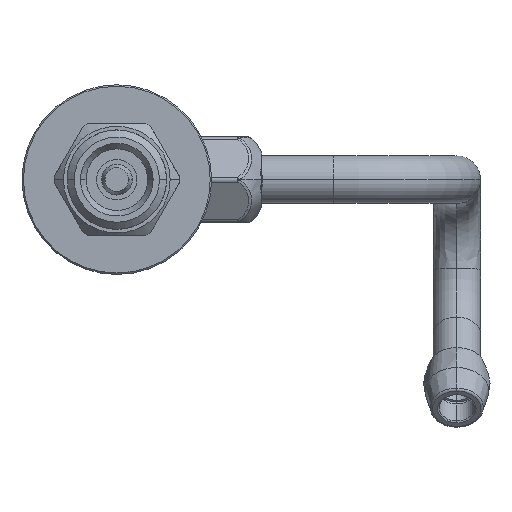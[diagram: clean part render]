
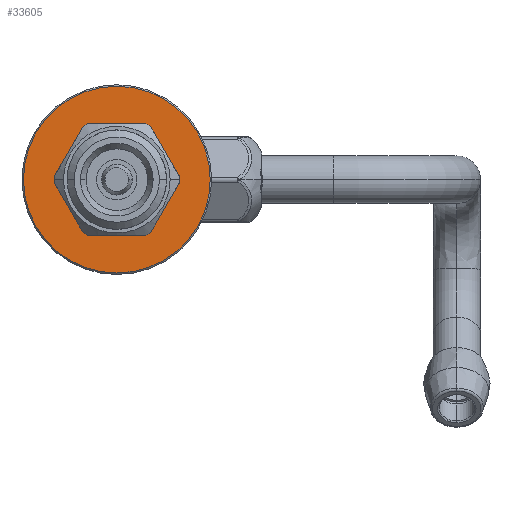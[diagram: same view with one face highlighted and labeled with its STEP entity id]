
A CAD part, front view. The second image highlights one B-rep face of the part: STEP entity #33605.
In plain terms, the highlighted planar face has unit normal (0, -1, 0).
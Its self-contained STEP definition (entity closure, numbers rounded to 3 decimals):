
#33039=CARTESIAN_POINT('',(0.,-2.,0.));
#33040=DIRECTION('',(0.,1.,0.));
#33041=DIRECTION('',(-0.999,0.,-0.043));
#33042=AXIS2_PLACEMENT_3D('',#33039,#33040,#33041);
#33061=CARTESIAN_POINT('',(0.,-2.,0.));
#33062=DIRECTION('',(0.,1.,0.));
#33063=DIRECTION('',(0.999,0.,0.043));
#33064=AXIS2_PLACEMENT_3D('',#33061,#33062,#33063);
#33084=CARTESIAN_POINT('',(0.,-2.,0.));
#33085=DIRECTION('',(0.,1.,0.));
#33086=DIRECTION('',(0.537,0.,-0.844));
#33087=AXIS2_PLACEMENT_3D('',#33084,#33085,#33086);
#33089=DIRECTION('',(-0.5,0.,-0.866));
#33090=VECTOR('',#33089,12.247);
#33091=CARTESIAN_POINT('',(13.238,-2.,-0.572));
#33092=LINE('',#33091,#33090);
#33093=DIRECTION('',(0.5,0.,-0.866));
#33094=VECTOR('',#33093,12.247);
#33095=CARTESIAN_POINT('',(7.114,-2.,11.178));
#33096=LINE('',#33095,#33094);
#33097=CARTESIAN_POINT('',(0.,-2.,0.));
#33098=DIRECTION('',(0.,-1.,0.));
#33099=DIRECTION('',(0.537,0.,0.844));
#33100=AXIS2_PLACEMENT_3D('',#33097,#33098,#33099);
#33102=DIRECTION('',(1.,0.,0.));
#33103=VECTOR('',#33102,12.247);
#33104=CARTESIAN_POINT('',(-6.124,-2.,11.75));
#33105=LINE('',#33104,#33103);
#33106=CARTESIAN_POINT('',(0.,-2.,0.));
#33107=DIRECTION('',(0.,-1.,0.));
#33108=DIRECTION('',(-0.462,0.,0.887));
#33109=AXIS2_PLACEMENT_3D('',#33106,#33107,#33108);
#33111=DIRECTION('',(0.5,0.,0.866));
#33112=VECTOR('',#33111,12.247);
#33113=CARTESIAN_POINT('',(-13.238,-2.,0.572));
#33114=LINE('',#33113,#33112);
#33115=DIRECTION('',(-0.5,0.,0.866));
#33116=VECTOR('',#33115,12.247);
#33117=CARTESIAN_POINT('',(-7.114,-2.,-11.178));
#33118=LINE('',#33117,#33116);
#33119=CARTESIAN_POINT('',(0.,-2.,0.));
#33120=DIRECTION('',(0.,1.,0.));
#33121=DIRECTION('',(-0.462,0.,-0.887));
#33122=AXIS2_PLACEMENT_3D('',#33119,#33120,#33121);
#33124=DIRECTION('',(-1.,0.,0.));
#33125=VECTOR('',#33124,12.247);
#33126=CARTESIAN_POINT('',(6.124,-2.,-11.75));
#33127=LINE('',#33126,#33125);
#33128=CARTESIAN_POINT('',(0.,-2.,0.));
#33129=DIRECTION('',(0.,1.,0.));
#33130=DIRECTION('',(-1.,0.,0.));
#33131=AXIS2_PLACEMENT_3D('',#33128,#33129,#33130);
#33133=CARTESIAN_POINT('',(0.,-2.,0.));
#33134=DIRECTION('',(0.,1.,0.));
#33135=DIRECTION('',(1.,0.,0.));
#33136=AXIS2_PLACEMENT_3D('',#33133,#33134,#33135);
#33249=CARTESIAN_POINT('',(-7.114,-2.,11.178));
#33251=VERTEX_POINT('',#33249);
#33253=CARTESIAN_POINT('',(-13.238,-2.,0.572));
#33255=VERTEX_POINT('',#33253);
#33257=CARTESIAN_POINT('',(6.124,-2.,11.75));
#33259=VERTEX_POINT('',#33257);
#33261=CARTESIAN_POINT('',(-6.124,-2.,11.75));
#33263=VERTEX_POINT('',#33261);
#33265=CARTESIAN_POINT('',(13.238,-2.,0.572));
#33267=VERTEX_POINT('',#33265);
#33269=CARTESIAN_POINT('',(7.114,-2.,11.178));
#33271=VERTEX_POINT('',#33269);
#33273=CARTESIAN_POINT('',(-13.238,-2.,-0.572));
#33275=VERTEX_POINT('',#33273);
#33277=CARTESIAN_POINT('',(-7.114,-2.,-11.178));
#33279=VERTEX_POINT('',#33277);
#33281=CARTESIAN_POINT('',(7.114,-2.,-11.178));
#33283=VERTEX_POINT('',#33281);
#33285=CARTESIAN_POINT('',(13.238,-2.,-0.572));
#33287=VERTEX_POINT('',#33285);
#33289=CARTESIAN_POINT('',(-6.124,-2.,-11.75));
#33291=VERTEX_POINT('',#33289);
#33293=CARTESIAN_POINT('',(6.124,-2.,-11.75));
#33295=VERTEX_POINT('',#33293);
#33325=CARTESIAN_POINT('',(-19.7,-2.,0.));
#33326=CARTESIAN_POINT('',(19.7,-2.,0.));
#33327=VERTEX_POINT('',#33325);
#33328=VERTEX_POINT('',#33326);
#33576=CARTESIAN_POINT('',(0.,-2.,0.));
#33577=DIRECTION('',(0.,-1.,0.));
#33578=DIRECTION('',(-1.,0.,0.));
#33579=AXIS2_PLACEMENT_3D('',#33576,#33577,#33578);
#33580=PLANE('',#33579);
#33582=ORIENTED_EDGE('',*,*,#33581,.T.);
#33584=ORIENTED_EDGE('',*,*,#33583,.T.);
#33585=EDGE_LOOP('',(#33582,#33584));
#33586=FACE_OUTER_BOUND('',#33585,.F.);
#33587=ORIENTED_EDGE('',*,*,#33476,.F.);
#33588=ORIENTED_EDGE('',*,*,#33571,.F.);
#33589=ORIENTED_EDGE('',*,*,#33551,.F.);
#33591=ORIENTED_EDGE('',*,*,#33590,.F.);
#33592=ORIENTED_EDGE('',*,*,#33537,.T.);
#33594=ORIENTED_EDGE('',*,*,#33593,.F.);
#33595=ORIENTED_EDGE('',*,*,#33505,.T.);
#33597=ORIENTED_EDGE('',*,*,#33596,.F.);
#33598=ORIENTED_EDGE('',*,*,#33523,.F.);
#33599=ORIENTED_EDGE('',*,*,#33464,.F.);
#33600=ORIENTED_EDGE('',*,*,#33493,.F.);
#33602=ORIENTED_EDGE('',*,*,#33601,.F.);
#33603=EDGE_LOOP('',(#33587,#33588,#33589,#33591,#33592,#33594,#33595,#33597,
#33598,#33599,#33600,#33602));
#33604=FACE_BOUND('',#33603,.F.);
#33605=ADVANCED_FACE('',(#33586,#33604),#33580,.T.);
#33043=CIRCLE('',#33042,13.25);
#33065=CIRCLE('',#33064,13.25);
#33088=CIRCLE('',#33087,13.25);
#33101=CIRCLE('',#33100,13.25);
#33110=CIRCLE('',#33109,13.25);
#33123=CIRCLE('',#33122,13.25);
#33132=CIRCLE('',#33131,19.7);
#33137=CIRCLE('',#33136,19.7);
#33464=EDGE_CURVE('',#33279,#33275,#33118,.T.);
#33476=EDGE_CURVE('',#33283,#33295,#33088,.T.);
#33493=EDGE_CURVE('',#33291,#33279,#33123,.T.);
#33505=EDGE_CURVE('',#33263,#33251,#33110,.T.);
#33523=EDGE_CURVE('',#33275,#33255,#33043,.T.);
#33537=EDGE_CURVE('',#33271,#33259,#33101,.T.);
#33551=EDGE_CURVE('',#33267,#33287,#33065,.T.);
#33571=EDGE_CURVE('',#33287,#33283,#33092,.T.);
#33581=EDGE_CURVE('',#33327,#33328,#33132,.T.);
#33583=EDGE_CURVE('',#33328,#33327,#33137,.T.);
#33590=EDGE_CURVE('',#33271,#33267,#33096,.T.);
#33593=EDGE_CURVE('',#33263,#33259,#33105,.T.);
#33596=EDGE_CURVE('',#33255,#33251,#33114,.T.);
#33601=EDGE_CURVE('',#33295,#33291,#33127,.T.);
